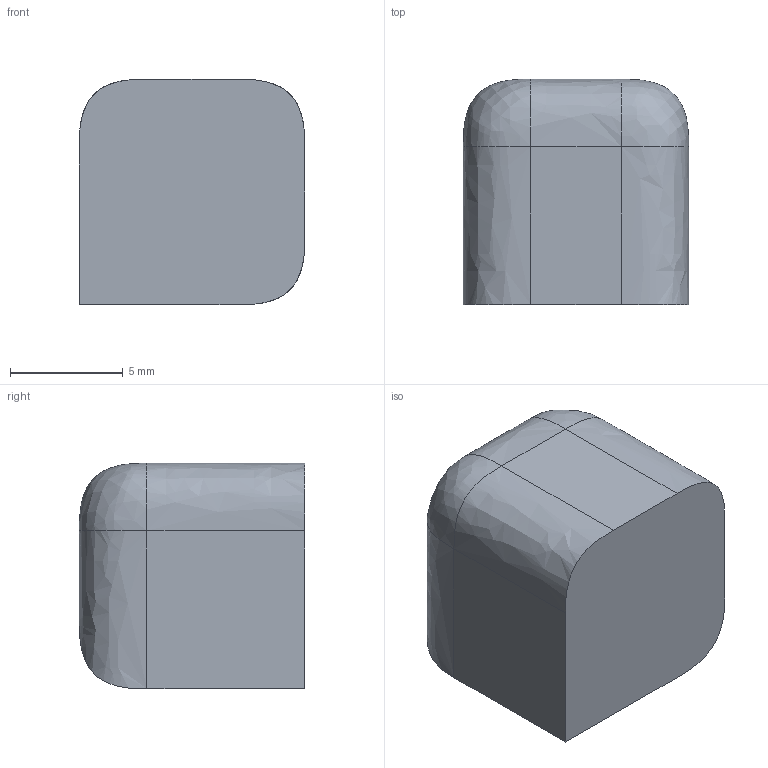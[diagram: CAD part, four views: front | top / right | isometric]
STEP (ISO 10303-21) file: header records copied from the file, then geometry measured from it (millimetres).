
FILE_DESCRIPTION (( 'STEP AP203' ), '1' );
FILE_NAME ('complex_1.STEP', '2024-05-05T16:16:36', ( '' ), ( '' ), 'SwSTEP 2.0', 'SolidWorks 2021', '' );
FILE_SCHEMA (( 'CONFIG_CONTROL_DESIGN' ));
Length unit declared in the file: millimetre
Products named in the file (1): complex_1
Bounding box: 10 x 10 x 10 mm (x, y, z)
Volume: 923.6 mm3; surface area: 522 mm2
Topology: 1 solids, 1 shells, 16 faces, 32 edges, 18 vertices
Faces by surface type: bspline 10, plane 6
Entity records: 1827 total; most frequent: CARTESIAN_POINT 1505, ORIENTED_EDGE 64, EDGE_CURVE 32, B_SPLINE_CURVE_WITH_KNOTS 27, DIRECTION 19, VERTEX_POINT 18, FACE_OUTER_BOUND 16, ADVANCED_FACE 16
